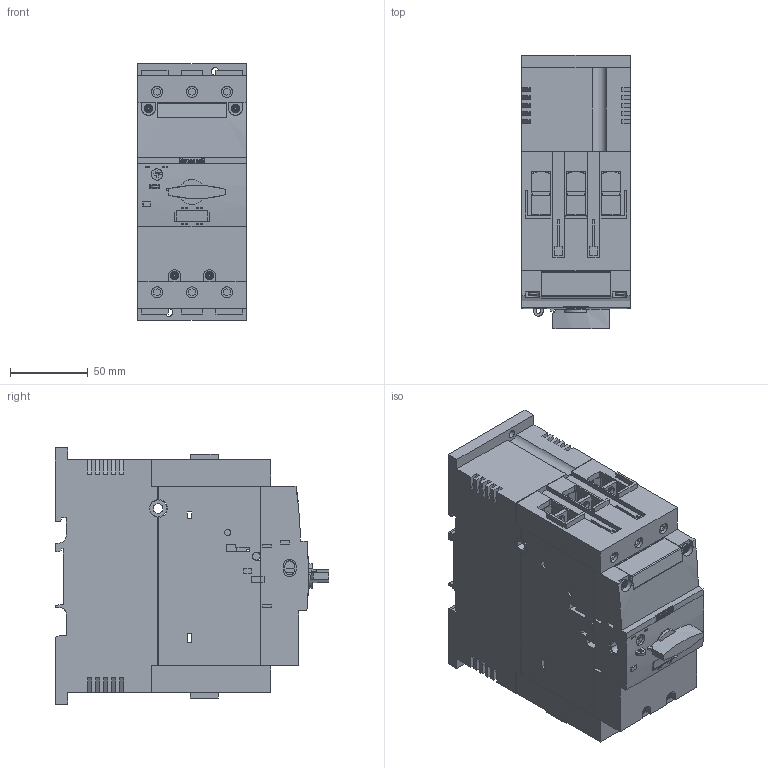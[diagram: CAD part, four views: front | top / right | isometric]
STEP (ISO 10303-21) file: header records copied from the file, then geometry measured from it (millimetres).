
FILE_DESCRIPTION(('no description'),'unknown implementation level');
FILE_NAME('3RV2041-4FA10_3D_v.stp',' ',('SIEMENS A&D'),('CADClick - KiM GmbH - www.kimweb.de'),'unknown preprocess','ACIS','unknown authorization');
FILE_SCHEMA(('automotive_design'));
Length unit declared in the file: millimetre
Products named in the file (1): 1
Bounding box: 70 x 175.8 x 165 mm (x, y, z)
Volume: 1515649.8 mm3; surface area: 189610.2 mm2
Topology: 1 solids, 3 shells, 1323 faces, 3497 edges, 2248 vertices
Faces by surface type: plane 861, cylinder 318, cone 116, torus 24, sphere 4
Entity records: 80367 total; most frequent: CARTESIAN_POINT 7624, STYLED_ITEM 7057, PRESENTATION_STYLE_ASSIGNMENT 7057, COLOUR_RGB 7057, ORIENTED_EDGE 6970, DIRECTION 6942, EDGE_CURVE 3485, CURVE_STYLE 3485
